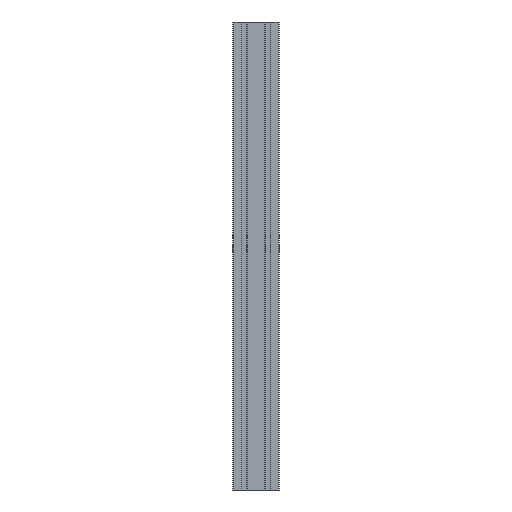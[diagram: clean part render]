
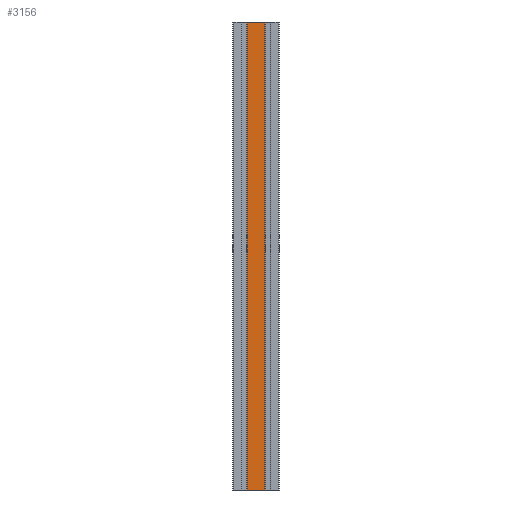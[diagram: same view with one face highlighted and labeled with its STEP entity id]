
A CAD part, left-side view. The second image highlights one B-rep face of the part: STEP entity #3156.
In plain terms, the highlighted planar face has unit normal (-1, 0, 0).
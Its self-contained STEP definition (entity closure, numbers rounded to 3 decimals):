
#93=PLANE('',#3433);
#230=FACE_OUTER_BOUND('',#398,.T.);
#398=EDGE_LOOP('',(#2757,#2758,#2759,#2760));
#663=LINE('',#4678,#1027);
#810=LINE('',#5042,#1174);
#869=LINE('',#5208,#1233);
#870=LINE('',#5210,#1234);
#1027=VECTOR('',#3693,10.);
#1174=VECTOR('',#4062,11.2);
#1233=VECTOR('',#4203,350.);
#1234=VECTOR('',#4206,350.);
#1431=VERTEX_POINT('',#4675);
#1432=VERTEX_POINT('',#4677);
#1537=VERTEX_POINT('',#5039);
#1538=VERTEX_POINT('',#5041);
#1743=EDGE_CURVE('',#1432,#1431,#663,.T.);
#1928=EDGE_CURVE('',#1537,#1538,#810,.T.);
#2013=EDGE_CURVE('',#1537,#1432,#869,.T.);
#2014=EDGE_CURVE('',#1538,#1431,#870,.T.);
#2757=ORIENTED_EDGE('',*,*,#1743,.T.);
#2758=ORIENTED_EDGE('',*,*,#2014,.F.);
#2759=ORIENTED_EDGE('',*,*,#1928,.F.);
#2760=ORIENTED_EDGE('',*,*,#2013,.T.);
#3156=ADVANCED_FACE('',(#230),#93,.F.);
#3433=AXIS2_PLACEMENT_3D('',#5209,#4204,#4205);
#3693=DIRECTION('',(0.,-1.,0.));
#4062=DIRECTION('',(0.,-1.,0.));
#4203=DIRECTION('',(0.,0.,-1.));
#4204=DIRECTION('center_axis',(1.,0.,0.));
#4205=DIRECTION('ref_axis',(0.,0.,-1.));
#4206=DIRECTION('',(0.,0.,-1.));
#4675=CARTESIAN_POINT('',(15.011,15.323,-125.));
#4677=CARTESIAN_POINT('',(15.011,26.523,-125.));
#4678=CARTESIAN_POINT('',(15.011,28.423,-125.));
#5039=CARTESIAN_POINT('',(15.011,26.523,175.));
#5041=CARTESIAN_POINT('',(15.011,15.323,175.));
#5042=CARTESIAN_POINT('',(15.011,26.523,175.));
#5208=CARTESIAN_POINT('',(15.011,26.523,175.));
#5209=CARTESIAN_POINT('Origin',(15.011,26.523,175.));
#5210=CARTESIAN_POINT('',(15.011,15.323,175.));
